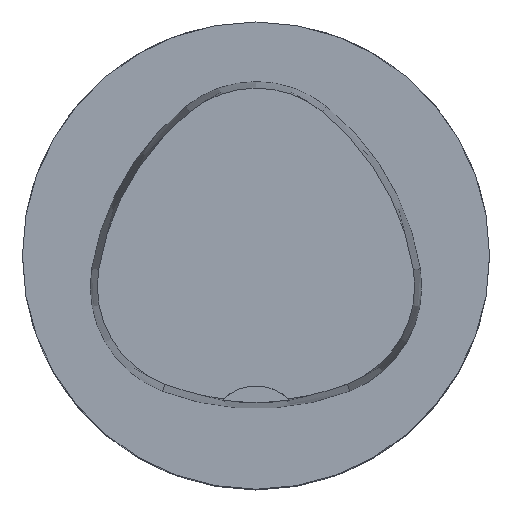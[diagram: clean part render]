
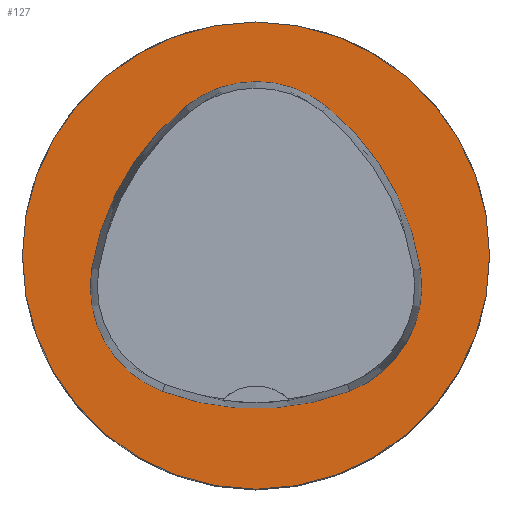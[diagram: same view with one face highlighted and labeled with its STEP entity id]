
A CAD part, top view. The second image highlights one B-rep face of the part: STEP entity #127.
In plain terms, the highlighted planar face has unit normal (0, 0, 1).
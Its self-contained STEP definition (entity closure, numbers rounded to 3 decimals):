
#127=ADVANCED_FACE('',(#170,#171),#147,.T.);
#147=PLANE('',#485);
#170=FACE_BOUND('',#191,.T.);
#171=FACE_BOUND('',#192,.T.);
#191=EDGE_LOOP('',(#268,#269,#270,#271,#272,#273));
#192=EDGE_LOOP('',(#274));
#268=ORIENTED_EDGE('',*,*,#394,.T.);
#269=ORIENTED_EDGE('',*,*,#374,.T.);
#270=ORIENTED_EDGE('',*,*,#378,.T.);
#271=ORIENTED_EDGE('',*,*,#381,.T.);
#272=ORIENTED_EDGE('',*,*,#384,.T.);
#273=ORIENTED_EDGE('',*,*,#392,.T.);
#274=ORIENTED_EDGE('',*,*,#365,.F.);
#328=VERTEX_POINT('',#674);
#337=VERTEX_POINT('',#693);
#338=VERTEX_POINT('',#694);
#341=VERTEX_POINT('',#702);
#343=VERTEX_POINT('',#708);
#345=VERTEX_POINT('',#714);
#352=VERTEX_POINT('',#735);
#365=EDGE_CURVE('',#328,#328,#410,.T.);
#374=EDGE_CURVE('',#337,#338,#411,.T.);
#378=EDGE_CURVE('',#338,#341,#413,.T.);
#381=EDGE_CURVE('',#341,#343,#415,.T.);
#384=EDGE_CURVE('',#343,#345,#417,.T.);
#392=EDGE_CURVE('',#345,#352,#421,.T.);
#394=EDGE_CURVE('',#352,#337,#423,.T.);
#410=CIRCLE('',#457,25.);
#411=CIRCLE('',#463,28.);
#413=CIRCLE('',#466,12.);
#415=CIRCLE('',#469,28.);
#417=CIRCLE('',#472,12.);
#421=CIRCLE('',#477,28.);
#423=CIRCLE('',#480,12.);
#457=AXIS2_PLACEMENT_3D('',#673,#532,#533);
#463=AXIS2_PLACEMENT_3D('',#692,#548,#549);
#466=AXIS2_PLACEMENT_3D('',#701,#556,#557);
#469=AXIS2_PLACEMENT_3D('',#707,#563,#564);
#472=AXIS2_PLACEMENT_3D('',#713,#570,#571);
#477=AXIS2_PLACEMENT_3D('',#736,#582,#583);
#480=AXIS2_PLACEMENT_3D('',#739,#588,#589);
#485=AXIS2_PLACEMENT_3D('',#744,#598,#599);
#532=DIRECTION('',(0.,0.,-1.));
#533=DIRECTION('',(-1.,0.,0.));
#548=DIRECTION('',(0.,0.,-1.));
#549=DIRECTION('',(-1.,0.,0.));
#556=DIRECTION('',(0.,0.,-1.));
#557=DIRECTION('',(-1.,0.,0.));
#563=DIRECTION('',(0.,0.,-1.));
#564=DIRECTION('',(-1.,0.,0.));
#570=DIRECTION('',(0.,0.,-1.));
#571=DIRECTION('',(-1.,0.,0.));
#582=DIRECTION('',(0.,0.,-1.));
#583=DIRECTION('',(-1.,0.,0.));
#588=DIRECTION('',(0.,0.,-1.));
#589=DIRECTION('',(-1.,0.,0.));
#598=DIRECTION('',(0.,0.,1.));
#599=DIRECTION('',(1.,0.,0.));
#673=CARTESIAN_POINT('',(0.,0.,0.));
#674=CARTESIAN_POINT('',(-25.,0.,0.));
#692=CARTESIAN_POINT('',(10.068,-5.824,0.));
#693=CARTESIAN_POINT('',(-17.584,-1.424,0.));
#694=CARTESIAN_POINT('',(-7.531,15.953,0.));
#701=CARTESIAN_POINT('',(0.011,6.62,0.));
#702=CARTESIAN_POINT('',(7.567,15.942,0.));
#707=CARTESIAN_POINT('',(-10.063,-5.81,0.));
#708=CARTESIAN_POINT('',(17.59,-1.418,0.));
#713=CARTESIAN_POINT('',(5.739,-3.3,0.));
#714=CARTESIAN_POINT('',(10.05,-14.499,0.));
#735=CARTESIAN_POINT('',(-10.025,-14.516,0.));
#736=CARTESIAN_POINT('',(-0.01,11.631,0.));
#739=CARTESIAN_POINT('',(-5.733,-3.31,0.));
#744=CARTESIAN_POINT('',(0.,0.,0.));
